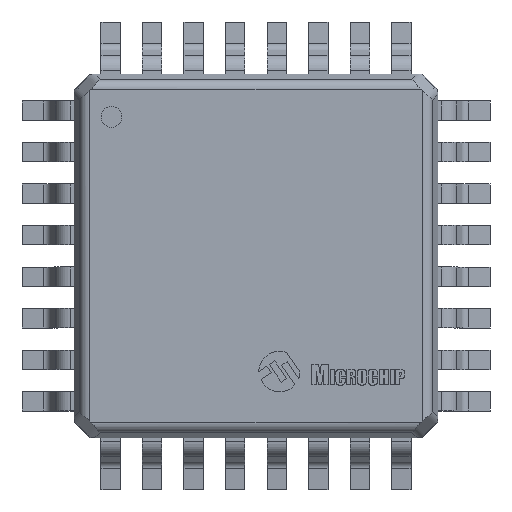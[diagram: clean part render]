
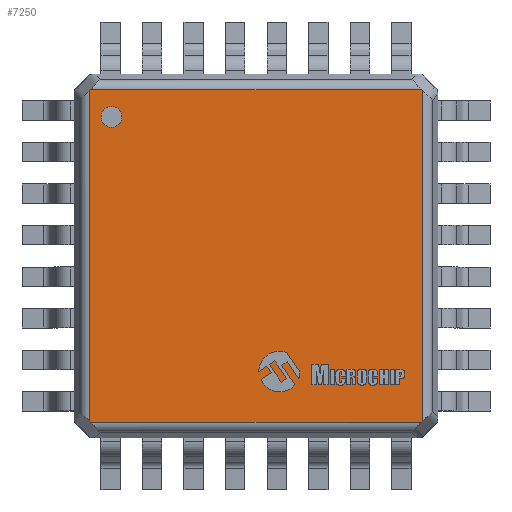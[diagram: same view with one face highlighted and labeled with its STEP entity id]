
A CAD part, top view. The second image highlights one B-rep face of the part: STEP entity #7250.
In plain terms, the highlighted planar face has unit normal (0, 0, 1).
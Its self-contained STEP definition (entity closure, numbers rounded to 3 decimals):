
#362=PLANE('',#7891);
#663=FACE_OUTER_BOUND('',#1080,.T.);
#1080=EDGE_LOOP('',(#5117,#5118,#5119,#5120,#5121,#5122,#5123,#5124));
#1485=LINE('',#10446,#2288);
#1494=LINE('',#10492,#2297);
#1527=LINE('',#10622,#2330);
#1528=LINE('',#10625,#2331);
#1529=LINE('',#10627,#2332);
#1530=LINE('',#10629,#2333);
#1531=LINE('',#10631,#2334);
#1532=LINE('',#10632,#2335);
#2288=VECTOR('',#8441,10.);
#2297=VECTOR('',#8488,10.);
#2330=VECTOR('',#8623,10.);
#2331=VECTOR('',#8626,10.);
#2332=VECTOR('',#8627,10.);
#2333=VECTOR('',#8628,10.);
#2334=VECTOR('',#8629,10.);
#2335=VECTOR('',#8630,10.);
#3170=VERTEX_POINT('',#10443);
#3171=VERTEX_POINT('',#10445);
#3188=VERTEX_POINT('',#10489);
#3189=VERTEX_POINT('',#10491);
#3236=VERTEX_POINT('',#10624);
#3237=VERTEX_POINT('',#10626);
#3238=VERTEX_POINT('',#10628);
#3239=VERTEX_POINT('',#10630);
#3894=EDGE_CURVE('',#3170,#3171,#1485,.T.);
#3917=EDGE_CURVE('',#3188,#3189,#1494,.T.);
#3984=EDGE_CURVE('',#3189,#3170,#1527,.T.);
#3985=EDGE_CURVE('',#3236,#3188,#1528,.T.);
#3986=EDGE_CURVE('',#3237,#3236,#1529,.T.);
#3987=EDGE_CURVE('',#3238,#3237,#1530,.T.);
#3988=EDGE_CURVE('',#3239,#3238,#1531,.T.);
#3989=EDGE_CURVE('',#3171,#3239,#1532,.T.);
#5117=ORIENTED_EDGE('',*,*,#3984,.F.);
#5118=ORIENTED_EDGE('',*,*,#3917,.F.);
#5119=ORIENTED_EDGE('',*,*,#3985,.F.);
#5120=ORIENTED_EDGE('',*,*,#3986,.F.);
#5121=ORIENTED_EDGE('',*,*,#3987,.F.);
#5122=ORIENTED_EDGE('',*,*,#3988,.F.);
#5123=ORIENTED_EDGE('',*,*,#3989,.F.);
#5124=ORIENTED_EDGE('',*,*,#3894,.F.);
#7250=ADVANCED_FACE('',(#663),#362,.T.);
#7891=AXIS2_PLACEMENT_3D('',#10623,#8624,#8625);
#8441=DIRECTION('',(0.707,-0.707,0.));
#8488=DIRECTION('',(0.707,0.707,0.));
#8623=DIRECTION('',(1.,0.,0.));
#8624=DIRECTION('center_axis',(0.,0.,1.));
#8625=DIRECTION('ref_axis',(1.,0.,0.));
#8626=DIRECTION('',(0.,1.,0.));
#8627=DIRECTION('',(-0.707,0.707,0.));
#8628=DIRECTION('',(-1.,0.,0.));
#8629=DIRECTION('',(-0.707,-0.707,0.));
#8630=DIRECTION('',(0.,-1.,0.));
#10443=CARTESIAN_POINT('',(3.18,3.206,1.05));
#10445=CARTESIAN_POINT('',(3.206,3.18,1.05));
#10446=CARTESIAN_POINT('',(3.193,3.193,1.05));
#10489=CARTESIAN_POINT('',(-3.206,3.18,1.05));
#10491=CARTESIAN_POINT('',(-3.18,3.206,1.05));
#10492=CARTESIAN_POINT('',(-3.193,3.193,1.05));
#10622=CARTESIAN_POINT('',(0.875,3.206,1.05));
#10623=CARTESIAN_POINT('Origin',(0.,0.,1.05));
#10624=CARTESIAN_POINT('',(-3.206,-3.18,1.05));
#10625=CARTESIAN_POINT('',(-3.206,0.875,1.05));
#10626=CARTESIAN_POINT('',(-3.18,-3.206,1.05));
#10627=CARTESIAN_POINT('',(-3.193,-3.193,1.05));
#10628=CARTESIAN_POINT('',(3.18,-3.206,1.05));
#10629=CARTESIAN_POINT('',(-0.875,-3.206,1.05));
#10630=CARTESIAN_POINT('',(3.206,-3.18,1.05));
#10631=CARTESIAN_POINT('',(3.193,-3.193,1.05));
#10632=CARTESIAN_POINT('',(3.206,-0.875,1.05));
